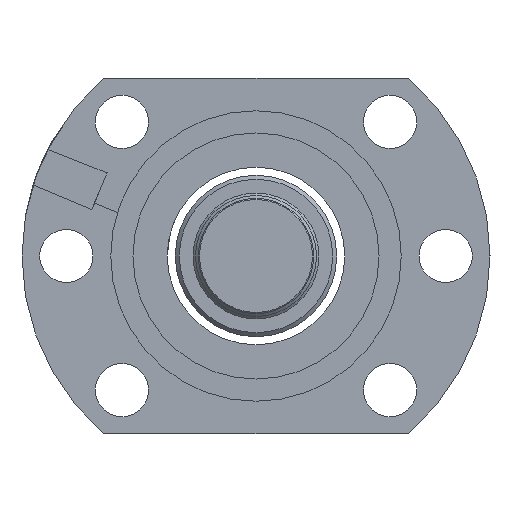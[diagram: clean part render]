
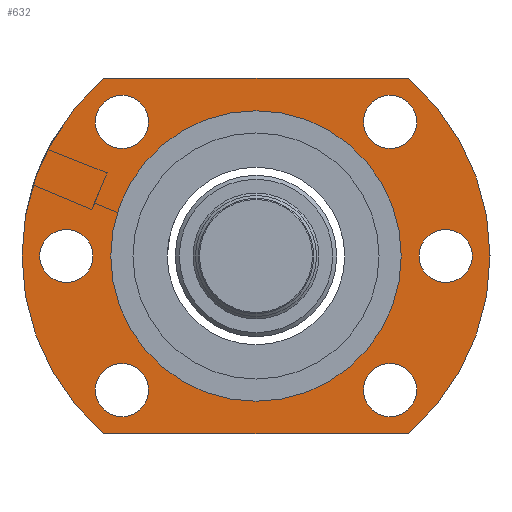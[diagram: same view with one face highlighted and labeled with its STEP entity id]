
A CAD part, left-side view. The second image highlights one B-rep face of the part: STEP entity #632.
In plain terms, the highlighted planar face has unit normal (-1, 0, 0).
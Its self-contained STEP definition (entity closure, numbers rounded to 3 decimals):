
#22=LINE('',#1115,#30);
#23=LINE('',#1119,#31);
#30=VECTOR('',#895,1000.);
#31=VECTOR('',#898,1000.);
#67=PLANE('',#741);
#124=ORIENTED_EDGE('',*,*,#223,.F.);
#125=ORIENTED_EDGE('',*,*,#230,.F.);
#126=ORIENTED_EDGE('',*,*,#231,.F.);
#127=ORIENTED_EDGE('',*,*,#232,.F.);
#128=ORIENTED_EDGE('',*,*,#233,.T.);
#129=ORIENTED_EDGE('',*,*,#234,.T.);
#130=ORIENTED_EDGE('',*,*,#235,.T.);
#131=ORIENTED_EDGE('',*,*,#236,.T.);
#132=ORIENTED_EDGE('',*,*,#237,.T.);
#133=ORIENTED_EDGE('',*,*,#238,.T.);
#134=ORIENTED_EDGE('',*,*,#239,.T.);
#223=EDGE_CURVE('',#284,#286,#342,.T.);
#230=EDGE_CURVE('',#292,#284,#22,.T.);
#231=EDGE_CURVE('',#293,#292,#346,.T.);
#232=EDGE_CURVE('',#286,#293,#23,.T.);
#233=EDGE_CURVE('',#294,#294,#347,.T.);
#234=EDGE_CURVE('',#295,#295,#348,.T.);
#235=EDGE_CURVE('',#296,#296,#349,.T.);
#236=EDGE_CURVE('',#297,#297,#350,.T.);
#237=EDGE_CURVE('',#298,#298,#351,.T.);
#238=EDGE_CURVE('',#299,#299,#352,.T.);
#239=EDGE_CURVE('',#300,#300,#353,.T.);
#284=VERTEX_POINT('',#1078);
#286=VERTEX_POINT('',#1081);
#292=VERTEX_POINT('',#1116);
#293=VERTEX_POINT('',#1118);
#294=VERTEX_POINT('',#1121);
#295=VERTEX_POINT('',#1123);
#296=VERTEX_POINT('',#1125);
#297=VERTEX_POINT('',#1127);
#298=VERTEX_POINT('',#1129);
#299=VERTEX_POINT('',#1131);
#300=VERTEX_POINT('',#1133);
#342=CIRCLE('',#736,29.);
#346=CIRCLE('',#742,29.);
#347=CIRCLE('',#743,3.3);
#348=CIRCLE('',#744,18.);
#349=CIRCLE('',#745,3.3);
#350=CIRCLE('',#746,3.3);
#351=CIRCLE('',#747,3.3);
#352=CIRCLE('',#748,3.3);
#353=CIRCLE('',#749,3.3);
#417=EDGE_LOOP('',(#124,#125,#126,#127));
#418=EDGE_LOOP('',(#128));
#419=EDGE_LOOP('',(#129));
#420=EDGE_LOOP('',(#130));
#421=EDGE_LOOP('',(#131));
#422=EDGE_LOOP('',(#132));
#423=EDGE_LOOP('',(#133));
#424=EDGE_LOOP('',(#134));
#523=FACE_BOUND('',#417,.T.);
#524=FACE_BOUND('',#418,.T.);
#525=FACE_BOUND('',#419,.T.);
#526=FACE_BOUND('',#420,.T.);
#527=FACE_BOUND('',#421,.T.);
#528=FACE_BOUND('',#422,.T.);
#529=FACE_BOUND('',#423,.T.);
#530=FACE_BOUND('',#424,.T.);
#632=ADVANCED_FACE('',(#523,#524,#525,#526,#527,#528,#529,#530),#67,.F.);
#736=AXIS2_PLACEMENT_3D('',#1080,#882,#883);
#741=AXIS2_PLACEMENT_3D('',#1114,#893,#894);
#742=AXIS2_PLACEMENT_3D('',#1117,#896,#897);
#743=AXIS2_PLACEMENT_3D('',#1120,#899,#900);
#744=AXIS2_PLACEMENT_3D('',#1122,#901,#902);
#745=AXIS2_PLACEMENT_3D('',#1124,#903,#904);
#746=AXIS2_PLACEMENT_3D('',#1126,#905,#906);
#747=AXIS2_PLACEMENT_3D('',#1128,#907,#908);
#748=AXIS2_PLACEMENT_3D('',#1130,#909,#910);
#749=AXIS2_PLACEMENT_3D('',#1132,#911,#912);
#882=DIRECTION('',(1.,0.,0.));
#883=DIRECTION('',(0.,0.,-1.));
#893=DIRECTION('',(1.,0.,0.));
#894=DIRECTION('',(0.,0.,-1.));
#895=DIRECTION('',(0.,1.,0.));
#896=DIRECTION('',(1.,0.,0.));
#897=DIRECTION('',(0.,0.,-1.));
#898=DIRECTION('',(0.,-1.,0.));
#899=DIRECTION('',(1.,0.,0.));
#900=DIRECTION('',(0.,0.,-1.));
#901=DIRECTION('',(1.,0.,0.));
#902=DIRECTION('',(0.,0.,-1.));
#903=DIRECTION('',(1.,0.,0.));
#904=DIRECTION('',(0.,0.,-1.));
#905=DIRECTION('',(1.,0.,0.));
#906=DIRECTION('',(0.,0.,-1.));
#907=DIRECTION('',(1.,0.,0.));
#908=DIRECTION('',(0.,0.,-1.));
#909=DIRECTION('',(1.,0.,0.));
#910=DIRECTION('',(0.,0.,-1.));
#911=DIRECTION('',(1.,0.,0.));
#912=DIRECTION('',(0.,0.,-1.));
#1078=CARTESIAN_POINT('',(16.,18.894,-22.));
#1080=CARTESIAN_POINT('',(16.,0.,0.));
#1081=CARTESIAN_POINT('',(16.,18.894,22.));
#1114=CARTESIAN_POINT('',(16.,18.,0.));
#1115=CARTESIAN_POINT('',(16.,18.,-22.));
#1116=CARTESIAN_POINT('',(16.,-18.894,-22.));
#1117=CARTESIAN_POINT('',(16.,0.,0.));
#1118=CARTESIAN_POINT('',(16.,-18.894,22.));
#1119=CARTESIAN_POINT('',(16.,18.,22.));
#1120=CARTESIAN_POINT('',(16.,23.5,0.));
#1121=CARTESIAN_POINT('',(16.,23.5,-3.3));
#1122=CARTESIAN_POINT('',(16.,0.,0.));
#1123=CARTESIAN_POINT('',(16.,0.,-18.));
#1124=CARTESIAN_POINT('',(16.,-16.617,-16.617));
#1125=CARTESIAN_POINT('',(16.,-16.617,-19.917));
#1126=CARTESIAN_POINT('',(16.,-23.5,0.));
#1127=CARTESIAN_POINT('',(16.,-23.5,-3.3));
#1128=CARTESIAN_POINT('',(16.,-16.617,16.617));
#1129=CARTESIAN_POINT('',(16.,-16.617,13.317));
#1130=CARTESIAN_POINT('',(16.,16.617,-16.617));
#1131=CARTESIAN_POINT('',(16.,16.617,-19.917));
#1132=CARTESIAN_POINT('',(16.,16.617,16.617));
#1133=CARTESIAN_POINT('',(16.,16.617,13.317));
